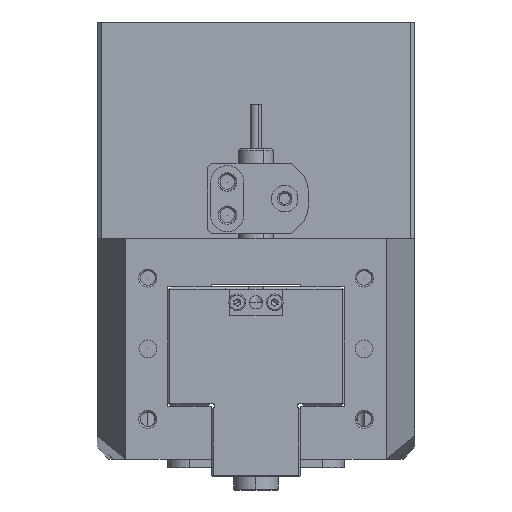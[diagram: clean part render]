
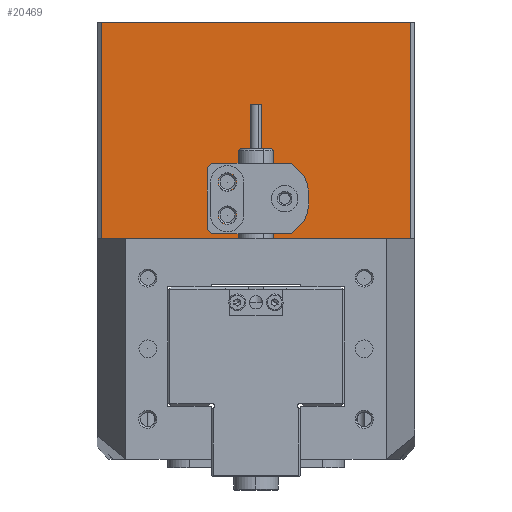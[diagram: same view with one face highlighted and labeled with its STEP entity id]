
A CAD part, left-side view. The second image highlights one B-rep face of the part: STEP entity #20469.
In plain terms, the highlighted planar face has unit normal (-1, 0, 0).
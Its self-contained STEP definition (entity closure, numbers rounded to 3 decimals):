
#283 = CARTESIAN_POINT ( 'NONE',  ( -78.914, 5.183, 154.366 ) ) ;
#409 = ORIENTED_EDGE ( 'NONE', *, *, #7404, .T. ) ;
#891 = ORIENTED_EDGE ( 'NONE', *, *, #36167, .T. ) ;
#3306 = CARTESIAN_POINT ( 'NONE',  ( -78.914, -36.317, 200.166 ) ) ;
#3761 = DIRECTION ( 'NONE',  ( 0., 1., 0. ) ) ;
#3831 = FACE_BOUND ( 'NONE', #11723, .T. ) ;
#4083 = EDGE_CURVE ( 'NONE', #39442, #36638, #32782, .T. ) ;
#4199 = DIRECTION ( 'NONE',  ( 0., 1., 0. ) ) ;
#4306 = EDGE_CURVE ( 'NONE', #26376, #30249, #21938, .T. ) ;
#4390 = DIRECTION ( 'NONE',  ( 0., 0., -1. ) ) ;
#4466 = VECTOR ( 'NONE', #4199, 1000. ) ;
#4780 = CIRCLE ( 'NONE', #27323, 2.05 ) ;
#5090 = EDGE_CURVE ( 'NONE', #36638, #39442, #16772, .T. ) ;
#6136 = ORIENTED_EDGE ( 'NONE', *, *, #28452, .T. ) ;
#6301 = CARTESIAN_POINT ( 'NONE',  ( -78.914, -7.817, 161.816 ) ) ;
#6429 = EDGE_CURVE ( 'NONE', #30249, #18099, #13171, .T. ) ;
#6719 = EDGE_LOOP ( 'NONE', ( #22319, #26814 ) ) ;
#7404 = EDGE_CURVE ( 'NONE', #32015, #26376, #18195, .T. ) ;
#7412 = DIRECTION ( 'NONE',  ( 1., 0., 0. ) ) ;
#7543 = CARTESIAN_POINT ( 'NONE',  ( -78.914, -7.817, 160.166 ) ) ;
#8354 = CARTESIAN_POINT ( 'NONE',  ( -78.914, -7.817, 158.516 ) ) ;
#8893 = EDGE_CURVE ( 'NONE', #41169, #21613, #40212, .T. ) ;
#9347 = DIRECTION ( 'NONE',  ( 1., 0., 0. ) ) ;
#10019 = EDGE_LOOP ( 'NONE', ( #6136, #42470 ) ) ;
#10092 = CARTESIAN_POINT ( 'NONE',  ( -78.914, 5.183, 156.416 ) ) ;
#10496 = CARTESIAN_POINT ( 'NONE',  ( -78.914, -7.817, 160.166 ) ) ;
#10681 = DIRECTION ( 'NONE',  ( 0., 0., -1. ) ) ;
#11278 = AXIS2_PLACEMENT_3D ( 'NONE', #10496, #20548, #39806 ) ;
#11723 = EDGE_LOOP ( 'NONE', ( #891, #37171 ) ) ;
#11864 = DIRECTION ( 'NONE',  ( 0., 0., -1. ) ) ;
#12007 = DIRECTION ( 'NONE',  ( 1., 0., 0. ) ) ;
#13171 = LINE ( 'NONE', #30782, #33202 ) ;
#13217 = CARTESIAN_POINT ( 'NONE',  ( -78.914, -41.317, 151.166 ) ) ;
#13450 = CARTESIAN_POINT ( 'NONE',  ( -78.914, 5.183, 158.466 ) ) ;
#13680 = EDGE_LOOP ( 'NONE', ( #14761, #409, #24480, #29856 ) ) ;
#13792 = AXIS2_PLACEMENT_3D ( 'NONE', #13217, #9347, #42495 ) ;
#14308 = CARTESIAN_POINT ( 'NONE',  ( -78.914, 5.183, 163.916 ) ) ;
#14435 = DIRECTION ( 'NONE',  ( 0., 0., -1. ) ) ;
#14761 = ORIENTED_EDGE ( 'NONE', *, *, #33884, .F. ) ;
#15271 = LINE ( 'NONE', #17216, #42487 ) ;
#16772 = CIRCLE ( 'NONE', #36005, 2.05 ) ;
#17216 = CARTESIAN_POINT ( 'NONE',  ( -78.914, -41.317, 151.166 ) ) ;
#17824 = DIRECTION ( 'NONE',  ( 1., 0., 0. ) ) ;
#18099 = VERTEX_POINT ( 'NONE', #38875 ) ;
#18195 = LINE ( 'NONE', #3306, #34142 ) ;
#19051 = CARTESIAN_POINT ( 'NONE',  ( -78.914, 33.683, 200.166 ) ) ;
#19806 = DIRECTION ( 'NONE',  ( 0., 0., 1. ) ) ;
#20469 = ADVANCED_FACE ( 'NONE', ( #3831, #37730, #37241, #28976 ), #32887, .F. ) ;
#20548 = DIRECTION ( 'NONE',  ( 1., 0., 0. ) ) ;
#21613 = VERTEX_POINT ( 'NONE', #35971 ) ;
#21938 = LINE ( 'NONE', #33364, #4466 ) ;
#22319 = ORIENTED_EDGE ( 'NONE', *, *, #4083, .T. ) ;
#22882 = AXIS2_PLACEMENT_3D ( 'NONE', #7543, #7412, #10681 ) ;
#23742 = CARTESIAN_POINT ( 'NONE',  ( -78.914, -36.317, 151.166 ) ) ;
#24480 = ORIENTED_EDGE ( 'NONE', *, *, #4306, .T. ) ;
#25121 = CARTESIAN_POINT ( 'NONE',  ( -78.914, 5.183, 156.416 ) ) ;
#26066 = AXIS2_PLACEMENT_3D ( 'NONE', #10092, #26612, #36534 ) ;
#26376 = VERTEX_POINT ( 'NONE', #41303 ) ;
#26612 = DIRECTION ( 'NONE',  ( 1., 0., 0. ) ) ;
#26814 = ORIENTED_EDGE ( 'NONE', *, *, #5090, .T. ) ;
#27323 = AXIS2_PLACEMENT_3D ( 'NONE', #14308, #34258, #14435 ) ;
#27431 = VERTEX_POINT ( 'NONE', #8354 ) ;
#28452 = EDGE_CURVE ( 'NONE', #21613, #41169, #4780, .T. ) ;
#28976 = FACE_OUTER_BOUND ( 'NONE', #13680, .T. ) ;
#29856 = ORIENTED_EDGE ( 'NONE', *, *, #6429, .T. ) ;
#30249 = VERTEX_POINT ( 'NONE', #19051 ) ;
#30782 = CARTESIAN_POINT ( 'NONE',  ( -78.914, 33.683, 151.166 ) ) ;
#31177 = DIRECTION ( 'NONE',  ( 0., 0., -1. ) ) ;
#32015 = VERTEX_POINT ( 'NONE', #23742 ) ;
#32782 = CIRCLE ( 'NONE', #26066, 2.05 ) ;
#32887 = PLANE ( 'NONE',  #13792 ) ;
#33202 = VECTOR ( 'NONE', #4390, 1000. ) ;
#33364 = CARTESIAN_POINT ( 'NONE',  ( -78.914, -1.317, 200.166 ) ) ;
#33884 = EDGE_CURVE ( 'NONE', #32015, #18099, #15271, .T. ) ;
#34142 = VECTOR ( 'NONE', #19806, 1000. ) ;
#34258 = DIRECTION ( 'NONE',  ( 1., 0., 0. ) ) ;
#34567 = CIRCLE ( 'NONE', #22882, 1.65 ) ;
#35556 = CIRCLE ( 'NONE', #11278, 1.65 ) ;
#35711 = EDGE_CURVE ( 'NONE', #27431, #41326, #34567, .T. ) ;
#35971 = CARTESIAN_POINT ( 'NONE',  ( -78.914, 5.183, 165.966 ) ) ;
#36005 = AXIS2_PLACEMENT_3D ( 'NONE', #25121, #12007, #11864 ) ;
#36167 = EDGE_CURVE ( 'NONE', #41326, #27431, #35556, .T. ) ;
#36534 = DIRECTION ( 'NONE',  ( 0., 0., -1. ) ) ;
#36630 = AXIS2_PLACEMENT_3D ( 'NONE', #37515, #17824, #31177 ) ;
#36638 = VERTEX_POINT ( 'NONE', #283 ) ;
#37171 = ORIENTED_EDGE ( 'NONE', *, *, #35711, .T. ) ;
#37241 = FACE_BOUND ( 'NONE', #6719, .T. ) ;
#37515 = CARTESIAN_POINT ( 'NONE',  ( -78.914, 5.183, 163.916 ) ) ;
#37730 = FACE_BOUND ( 'NONE', #10019, .T. ) ;
#38751 = CARTESIAN_POINT ( 'NONE',  ( -78.914, 5.183, 161.866 ) ) ;
#38875 = CARTESIAN_POINT ( 'NONE',  ( -78.914, 33.683, 151.166 ) ) ;
#39442 = VERTEX_POINT ( 'NONE', #13450 ) ;
#39806 = DIRECTION ( 'NONE',  ( 0., 0., -1. ) ) ;
#40212 = CIRCLE ( 'NONE', #36630, 2.05 ) ;
#41169 = VERTEX_POINT ( 'NONE', #38751 ) ;
#41303 = CARTESIAN_POINT ( 'NONE',  ( -78.914, -36.317, 200.166 ) ) ;
#41326 = VERTEX_POINT ( 'NONE', #6301 ) ;
#42470 = ORIENTED_EDGE ( 'NONE', *, *, #8893, .T. ) ;
#42487 = VECTOR ( 'NONE', #3761, 1000. ) ;
#42495 = DIRECTION ( 'NONE',  ( 0., 0., -1. ) ) ;
